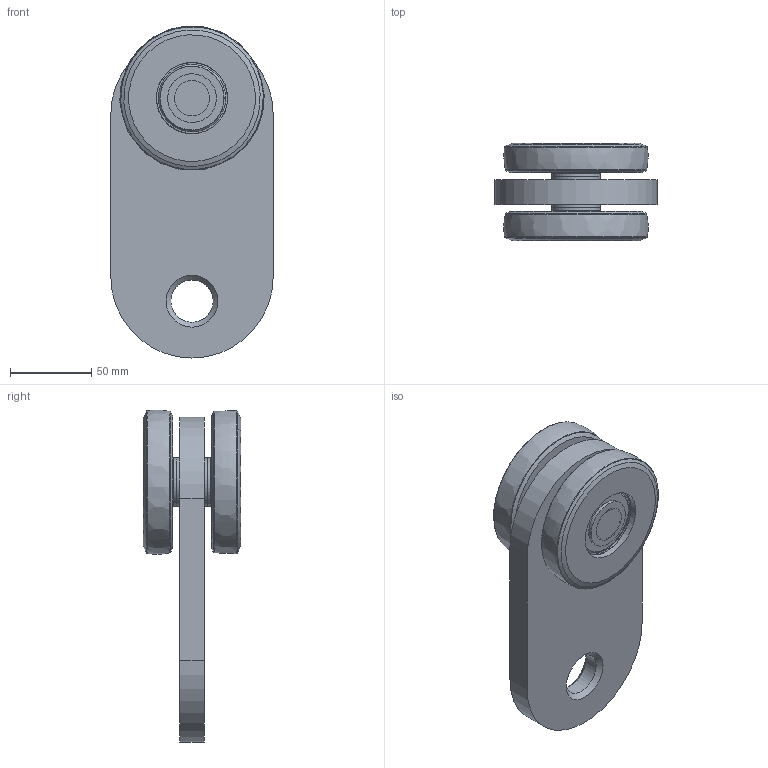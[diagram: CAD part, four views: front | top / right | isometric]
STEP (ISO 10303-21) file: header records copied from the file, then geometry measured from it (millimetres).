
FILE_DESCRIPTION(('STEP AP214'),'1');
FILE_NAME('PMH Åkvagn 1711.stp','2013-08-06T08:21:19',(' '),(' '),'Spatial InterOp 3D',' ',' ');
FILE_SCHEMA(('automotive_design'));
Length unit declared in the file: millimetre
Products named in the file (13): PMH Profilskena akvagn 1711; NAUO11; NAUO8; NAUO9; NAUO26; NAUO22; NAUO20; NAUO18; NAUO15; NAUO3; NAUO13; NAUO12
Assembly tree (27 placements, depth 3):
  PMH Profilskena akvagn 1711
    NAUO11  x6
    NAUO8  x2
    NAUO9  x2
      NAUO26
      NAUO22
      NAUO20
      NAUO18
      NAUO18
      NAUO15
    NAUO3
      NAUO13
      NAUO12
Bounding box: 100 x 60 x 204.4 mm (x, y, z)
Volume: 458686 mm3; surface area: 109744.8 mm2
Topology: 38 solids, 38 shells, 177 faces, 318 edges, 199 vertices
Faces by surface type: plane 60, cylinder 55, cone 22, torus 20, sphere 18, bspline 2
Full cylindrical faces by diameter (mm): 20 x3, 20.1 x1, 20.2 x6, 20.25 x2, 26 x1, 29 x8, 30 x8, 31.5 x4, 32.21 x2, 39.79 x2, 40.5 x4, 43.6 x4, 44 x8
Entity records: 2750 total; most frequent: DIRECTION 382, CARTESIAN_POINT 305, AXIS2_PLACEMENT_3D 187, ORIENTED_EDGE 172, EDGE_LOOP 154, FACE_OUTER_BOUND 114, EDGE_CURVE 86, VERTEX_POINT 82
